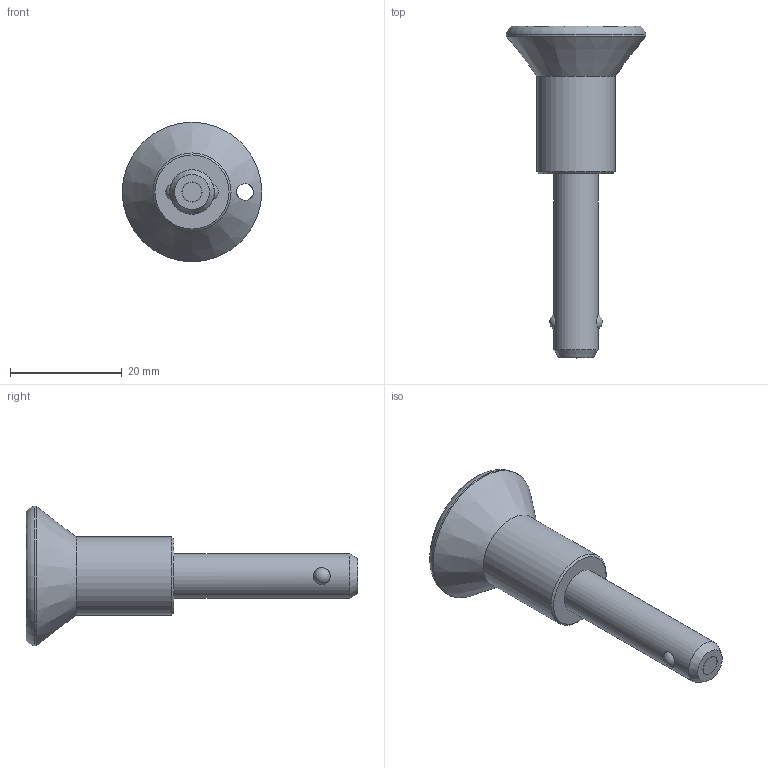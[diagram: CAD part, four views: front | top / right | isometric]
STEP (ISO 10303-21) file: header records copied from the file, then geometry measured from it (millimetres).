
FILE_DESCRIPTION( ( 'STEP AP214' ), '1' );
FILE_NAME( 'K0364.2308025__0_25_.stp', '2020-12-03T14:28:38', ( '' ), ( '' ), ' ', 'PARTsolutions', ' ' );
FILE_SCHEMA( ( 'AUTOMOTIVE_DESIGN { 1 0 10303 214 1 1 1 1 }' ) );
Length unit declared in the file: millimetre
Products named in the file (1): _K0364.2308025_(0_25)
Bounding box: 25 x 59.5 x 25 mm (x, y, z)
Volume: 6451.1 mm3; surface area: 3269.7 mm2
Topology: 1 solids, 1 shells, 27 faces, 55 edges, 34 vertices
Faces by surface type: cylinder 10, plane 9, cone 4, sphere 2, bspline 1, torus 1
Full cylindrical faces by diameter (mm): 3 x1, 3.04 x2, 3.52 x1, 3.6 x1, 8 x1, 9.8 x1, 10 x1, 14 x1, 25 x1
Entity records: 971 total; most frequent: CARTESIAN_POINT 284, DIRECTION 102, ORIENTED_EDGE 56, EDGE_LOOP 53, AXIS2_PLACEMENT_3D 51, FACE_OUTER_BOUND 39, EDGE_CURVE 28, STYLED_ITEM 27
